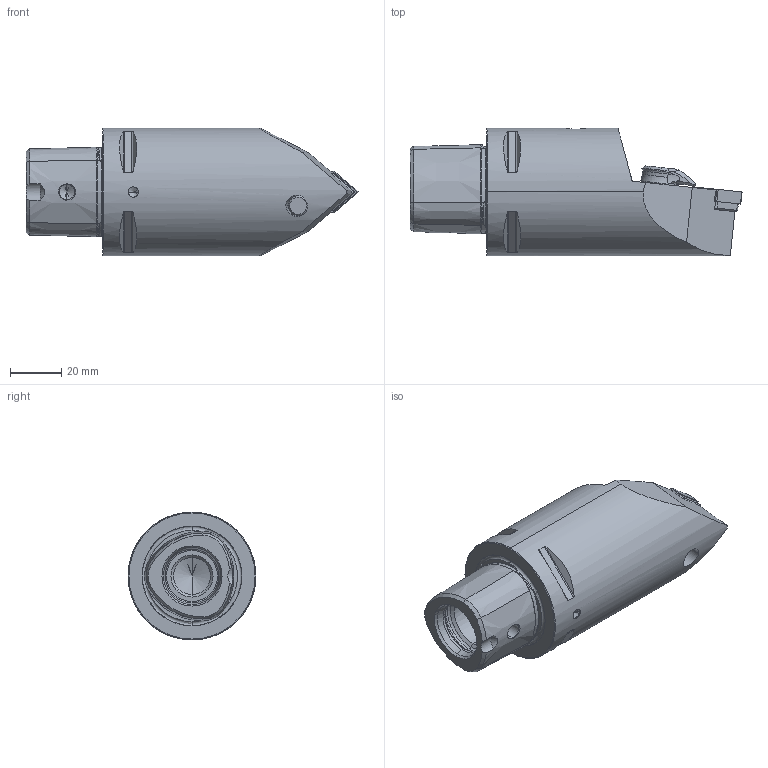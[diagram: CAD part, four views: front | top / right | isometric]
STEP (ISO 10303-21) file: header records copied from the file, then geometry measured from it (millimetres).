
FILE_DESCRIPTION (( 'STEP AP214' ), '1' );
FILE_NAME ('PS5.PCD.NMA.100-HP.STEP', '2024-02-27T10:03:21', ( '' ), ( '' ), 'SwSTEP 2.0', 'SolidWorks 2022', '' );
FILE_SCHEMA (( 'AUTOMOTIVE_DESIGN' ));
Length unit declared in the file: millimetre
Products named in the file (14): CNMG120404; CHP-ER1.008.014_A; WCD-ER2.101.003_A; DIN 3771 - 6.5x1.5; DIN 3771 - 13x1; WCD-ER1.101.000; WCD-ER3.101.000_A; ISO 8752 2x8; DIN 7991 - M5x18; CHP-PCX.000.022_Düse; PS5-PCD.NMA.100-HP_A; WCD-ER4.101.017_A; PS5.PCD.NMA.100-HP; CHP-PCX.000.022_B
Assembly tree (13 placements, depth 3):
  PS5.PCD.NMA.100-HP
    PS5-PCD.NMA.100-HP_A
    WCD-ER1.101.000
    WCD-ER4.101.017_A
    CHP-PCX.000.022_Düse
      CHP-PCX.000.022_B
      DIN 3771 - 13x1
      DIN 3771 - 6.5x1.5
      DIN 7991 - M5x18
    ISO 8752 2x8
    CHP-ER1.008.014_A
    WCD-ER2.101.003_A
    CNMG120404
    WCD-ER3.101.000_A
Bounding box: 130 x 50 x 50 mm (x, y, z)
Volume: 148904 mm3; surface area: 30140.7 mm2
Topology: 12 solids, 12 shells, 541 faces, 1319 edges, 792 vertices
Faces by surface type: cylinder 146, plane 144, cone 137, torus 64, bspline 50
Entity records: 20056 total; most frequent: CARTESIAN_POINT 7331, ORIENTED_EDGE 2590, DIRECTION 2430, EDGE_CURVE 1295, AXIS2_PLACEMENT_3D 963, VERTEX_POINT 792, EDGE_LOOP 579, ADVANCED_FACE 541
